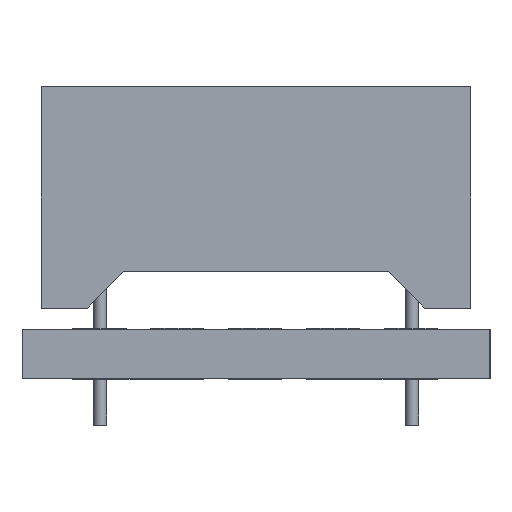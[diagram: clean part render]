
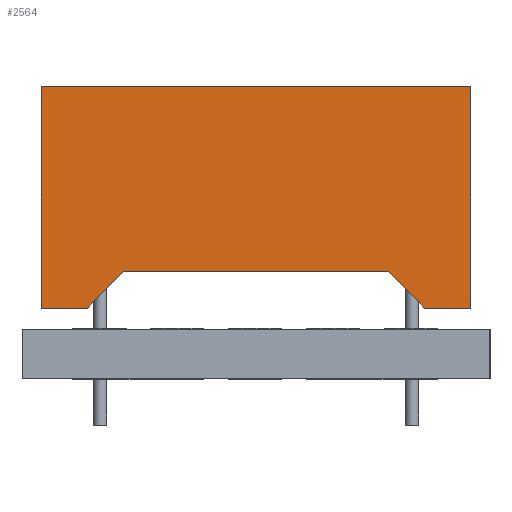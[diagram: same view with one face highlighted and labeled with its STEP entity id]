
A CAD part, left-side view. The second image highlights one B-rep face of the part: STEP entity #2564.
In plain terms, the highlighted planar face has unit normal (-1, 0, 0).
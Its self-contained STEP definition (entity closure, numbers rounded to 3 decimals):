
#935 = VERTEX_POINT('',#936);
#936 = CARTESIAN_POINT('',(-15.,7.2,7.));
#942 = EDGE_CURVE('',#935,#943,#945,.T.);
#943 = VERTEX_POINT('',#944);
#944 = CARTESIAN_POINT('',(-15.,0.,7.));
#945 = LINE('',#946,#947);
#946 = CARTESIAN_POINT('',(-15.,30.953,7.));
#947 = VECTOR('',#948,1.);
#948 = DIRECTION('',(0.,-1.,0.));
#1022 = VERTEX_POINT('',#1023);
#1023 = CARTESIAN_POINT('',(-15.,1.2,4.3));
#1029 = EDGE_CURVE('',#1022,#1030,#1032,.T.);
#1030 = VERTEX_POINT('',#1031);
#1031 = CARTESIAN_POINT('',(-15.,1.2,-4.3));
#1032 = LINE('',#1033,#1034);
#1033 = CARTESIAN_POINT('',(-15.,1.2,0.));
#1034 = VECTOR('',#1035,1.);
#1035 = DIRECTION('',(0.,0.,-1.));
#2494 = VERTEX_POINT('',#2495);
#2495 = CARTESIAN_POINT('',(-15.,7.2,-7.));
#2501 = EDGE_CURVE('',#935,#2494,#2502,.T.);
#2502 = LINE('',#2503,#2504);
#2503 = CARTESIAN_POINT('',(-15.,7.2,0.));
#2504 = VECTOR('',#2505,1.);
#2505 = DIRECTION('',(0.,0.,-1.));
#2564 = ADVANCED_FACE('',(#2565),#2606,.F.);
#2565 = FACE_BOUND('',#2566,.T.);
#2566 = EDGE_LOOP('',(#2567,#2568,#2576,#2584,#2590,#2591,#2599,#2605));
#2567 = ORIENTED_EDGE('',*,*,#2501,.T.);
#2568 = ORIENTED_EDGE('',*,*,#2569,.T.);
#2569 = EDGE_CURVE('',#2494,#2570,#2572,.T.);
#2570 = VERTEX_POINT('',#2571);
#2571 = CARTESIAN_POINT('',(-15.,0.,-7.));
#2572 = LINE('',#2573,#2574);
#2573 = CARTESIAN_POINT('',(-15.,30.953,-7.));
#2574 = VECTOR('',#2575,1.);
#2575 = DIRECTION('',(0.,-1.,0.));
#2576 = ORIENTED_EDGE('',*,*,#2577,.F.);
#2577 = EDGE_CURVE('',#2578,#2570,#2580,.T.);
#2578 = VERTEX_POINT('',#2579);
#2579 = CARTESIAN_POINT('',(-15.,0.,-5.5));
#2580 = LINE('',#2581,#2582);
#2581 = CARTESIAN_POINT('',(-15.,0.,-5.5));
#2582 = VECTOR('',#2583,1.);
#2583 = DIRECTION('',(0.,0.,-1.));
#2584 = ORIENTED_EDGE('',*,*,#2585,.T.);
#2585 = EDGE_CURVE('',#2578,#1030,#2586,.T.);
#2586 = LINE('',#2587,#2588);
#2587 = CARTESIAN_POINT('',(-15.,18.226,12.726));
#2588 = VECTOR('',#2589,1.);
#2589 = DIRECTION('',(0.,0.707,0.707));
#2590 = ORIENTED_EDGE('',*,*,#1029,.F.);
#2591 = ORIENTED_EDGE('',*,*,#2592,.F.);
#2592 = EDGE_CURVE('',#2593,#1022,#2595,.T.);
#2593 = VERTEX_POINT('',#2594);
#2594 = CARTESIAN_POINT('',(-15.,0.,5.5));
#2595 = LINE('',#2596,#2597);
#2596 = CARTESIAN_POINT('',(-15.,18.226,-12.726));
#2597 = VECTOR('',#2598,1.);
#2598 = DIRECTION('',(0.,0.707,-0.707));
#2599 = ORIENTED_EDGE('',*,*,#2600,.T.);
#2600 = EDGE_CURVE('',#2593,#943,#2601,.T.);
#2601 = LINE('',#2602,#2603);
#2602 = CARTESIAN_POINT('',(-15.,0.,5.5));
#2603 = VECTOR('',#2604,1.);
#2604 = DIRECTION('',(0.,0.,1.));
#2605 = ORIENTED_EDGE('',*,*,#942,.F.);
#2606 = PLANE('',#2607);
#2607 = AXIS2_PLACEMENT_3D('',#2608,#2609,#2610);
#2608 = CARTESIAN_POINT('',(-15.,30.953,0.));
#2609 = DIRECTION('',(1.,0.,0.));
#2610 = DIRECTION('',(0.,0.,1.));
